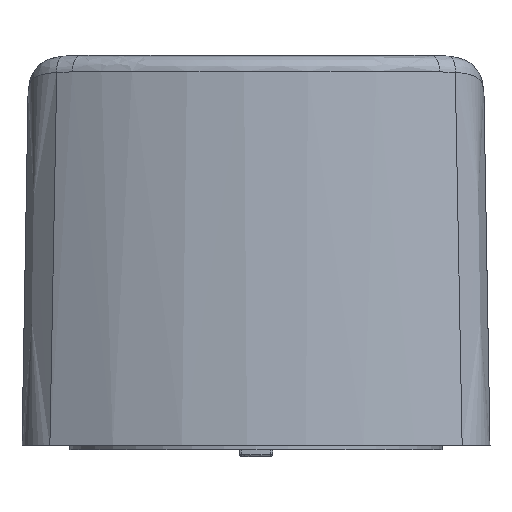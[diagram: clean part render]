
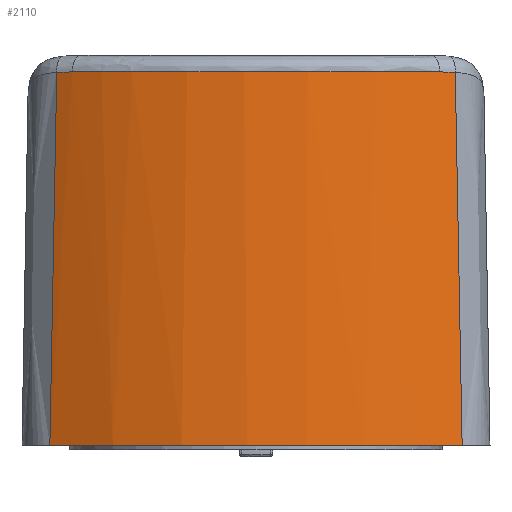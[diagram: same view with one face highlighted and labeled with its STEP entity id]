
A CAD part, front view. The second image highlights one B-rep face of the part: STEP entity #2110.
In plain terms, the highlighted free-form (B-spline) face has degree [3, 1] with [4, 2] control points.
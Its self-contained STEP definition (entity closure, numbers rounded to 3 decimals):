
#50 = ORIENTED_EDGE ( 'NONE', *, *, #3102, .F. ) ;
#205 = B_SPLINE_CURVE_WITH_KNOTS ( 'NONE', 3,
 ( #6601, #6064, #2250, #4757 ),
 .UNSPECIFIED., .F., .F.,
 ( 4, 4 ),
 ( 0., 1. ),
 .UNSPECIFIED. ) ;
#314 = CARTESIAN_POINT ( 'NONE',  ( -7.935, -39.47, 0. ) ) ;
#547 = EDGE_CURVE ( 'NONE', #5713, #2743, #5238, .T. ) ;
#575 = CARTESIAN_POINT ( 'NONE',  ( 18.5, -32.043, 0. ) ) ;
#716 = CARTESIAN_POINT ( 'NONE',  ( 16.957, -32.242, 33.526 ) ) ;
#830 = B_SPLINE_CURVE_WITH_KNOTS ( 'NONE', 3,
 ( #5544, #8051, #4874, #7423 ),
 .UNSPECIFIED., .F., .F.,
 ( 4, 4 ),
 ( 0., 1. ),
 .UNSPECIFIED. ) ;
#842 = CARTESIAN_POINT ( 'NONE',  ( 6.772, -38.815, 0. ) ) ;
#1188 = CARTESIAN_POINT ( 'NONE',  ( 14.036, -33.724, 33.526 ) ) ;
#1207 = CARTESIAN_POINT ( 'NONE',  ( 17.881, -31.735, 33.469 ) ) ;
#1309 = B_SPLINE_CURVE_WITH_KNOTS ( 'NONE', 3,
 ( #1207, #5587, #2488, #575 ),
 .UNSPECIFIED., .F., .F.,
 ( 4, 4 ),
 ( 0., 1. ),
 .UNSPECIFIED. ) ;
#1391 = CARTESIAN_POINT ( 'NONE',  ( 16.486, -32.481, 33.526 ) ) ;
#1470 = CARTESIAN_POINT ( 'NONE',  ( -6.772, -38.815, 0. ) ) ;
#1612 = CARTESIAN_POINT ( 'NONE',  ( -7.68, -38.754, 35. ) ) ;
#1656 = CARTESIAN_POINT ( 'NONE',  ( 7.935, -39.47, 0. ) ) ;
#1717 = ORIENTED_EDGE ( 'NONE', *, *, #4431, .F. ) ;
#1888 = CARTESIAN_POINT ( 'NONE',  ( 16.486, -32.481, 33.526 ) ) ;
#1921 = CARTESIAN_POINT ( 'NONE',  ( -16.486, -32.481, 33.526 ) ) ;
#2110 = ADVANCED_FACE ( 'NONE', ( #4199 ), #7359, .T. ) ;
#2173 =( BOUNDED_CURVE ( )  B_SPLINE_CURVE ( 3, ( #4635, #1470, #842, #5944 ),
 .UNSPECIFIED., .F., .T. ) 
 B_SPLINE_CURVE_WITH_KNOTS ( ( 4, 4 ),
 ( 0., 0.039 ),
 .UNSPECIFIED. ) 
 CURVE ( )  GEOMETRIC_REPRESENTATION_ITEM ( )  RATIONAL_B_SPLINE_CURVE ( ( 0.977, 0.89, 0.89, 0.977 ) ) 
 REPRESENTATION_ITEM ( '' )  );
#2232 = ORIENTED_EDGE ( 'NONE', *, *, #2346, .T. ) ;
#2250 = CARTESIAN_POINT ( 'NONE',  ( -16.957, -32.242, 33.526 ) ) ;
#2346 = EDGE_CURVE ( 'NONE', #5462, #4696, #2173, .T. ) ;
#2469 = CARTESIAN_POINT ( 'NONE',  ( -14.036, -33.724, 33.526 ) ) ;
#2488 = CARTESIAN_POINT ( 'NONE',  ( 18.294, -31.94, 11.156 ) ) ;
#2743 = VERTEX_POINT ( 'NONE', #7397 ) ;
#2844 = CARTESIAN_POINT ( 'NONE',  ( 17.881, -31.735, 33.469 ) ) ;
#3102 = EDGE_CURVE ( 'NONE', #3409, #4696, #1309, .T. ) ;
#3409 = VERTEX_POINT ( 'NONE', #2844 ) ;
#3735 = CARTESIAN_POINT ( 'NONE',  ( 11.375, -34.722, 33.526 ) ) ;
#4199 = FACE_OUTER_BOUND ( 'NONE', #6955, .T. ) ;
#4431 = EDGE_CURVE ( 'NONE', #5713, #3409, #7260, .T. ) ;
#4457 = ORIENTED_EDGE ( 'NONE', *, *, #8157, .F. ) ;
#4635 = CARTESIAN_POINT ( 'NONE',  ( -18.5, -32.043, 0. ) ) ;
#4696 = VERTEX_POINT ( 'NONE', #5136 ) ;
#4757 = CARTESIAN_POINT ( 'NONE',  ( -16.486, -32.481, 33.526 ) ) ;
#4868 = CARTESIAN_POINT ( 'NONE',  ( -21., -30.463, 0. ) ) ;
#4874 = CARTESIAN_POINT ( 'NONE',  ( -18.088, -31.838, 22.312 ) ) ;
#5069 = CARTESIAN_POINT ( 'NONE',  ( 16.486, -32.481, 33.526 ) ) ;
#5136 = CARTESIAN_POINT ( 'NONE',  ( 18.5, -32.043, 0. ) ) ;
#5180 = CARTESIAN_POINT ( 'NONE',  ( 17.422, -31.993, 33.508 ) ) ;
#5238 = B_SPLINE_CURVE_WITH_KNOTS ( 'NONE', 3,
 ( #1888, #1188, #3735, #5723, #7016, #5650, #8267, #7643, #2469, #1921 ),
 .UNSPECIFIED., .F., .F.,
 ( 4, 2, 2, 2, 4 ),
 ( 0., 0.25, 0.5, 0.75, 1. ),
 .UNSPECIFIED. ) ;
#5359 = ORIENTED_EDGE ( 'NONE', *, *, #6773, .F. ) ;
#5462 = VERTEX_POINT ( 'NONE', #6668 ) ;
#5544 = CARTESIAN_POINT ( 'NONE',  ( -18.5, -32.043, 0. ) ) ;
#5587 = CARTESIAN_POINT ( 'NONE',  ( 18.088, -31.838, 22.312 ) ) ;
#5650 = CARTESIAN_POINT ( 'NONE',  ( -2.905, -36.425, 33.526 ) ) ;
#5713 = VERTEX_POINT ( 'NONE', #1391 ) ;
#5723 = CARTESIAN_POINT ( 'NONE',  ( 5.809, -36.073, 33.526 ) ) ;
#5944 = CARTESIAN_POINT ( 'NONE',  ( 18.5, -32.043, 0. ) ) ;
#6064 = CARTESIAN_POINT ( 'NONE',  ( -17.422, -31.993, 33.508 ) ) ;
#6124 = CARTESIAN_POINT ( 'NONE',  ( 21., -30.463, 0. ) ) ;
#6601 = CARTESIAN_POINT ( 'NONE',  ( -17.881, -31.735, 33.469 ) ) ;
#6664 = CARTESIAN_POINT ( 'NONE',  ( 20.4, -30.146, 35. ) ) ;
#6668 = CARTESIAN_POINT ( 'NONE',  ( -18.5, -32.043, 0. ) ) ;
#6755 = CARTESIAN_POINT ( 'NONE',  ( -20.4, -30.146, 35. ) ) ;
#6773 = EDGE_CURVE ( 'NONE', #5462, #8198, #830, .T. ) ;
#6776 = ORIENTED_EDGE ( 'NONE', *, *, #547, .T. ) ;
#6955 = EDGE_LOOP ( 'NONE', ( #5359, #2232, #50, #1717, #6776, #4457 ) ) ;
#7016 = CARTESIAN_POINT ( 'NONE',  ( 2.905, -36.425, 33.526 ) ) ;
#7032 = CARTESIAN_POINT ( 'NONE',  ( 17.881, -31.735, 33.469 ) ) ;
#7260 = B_SPLINE_CURVE_WITH_KNOTS ( 'NONE', 3,
 ( #5069, #716, #5180, #7032 ),
 .UNSPECIFIED., .F., .F.,
 ( 4, 4 ),
 ( 0., 1. ),
 .UNSPECIFIED. ) ;
#7310 = CARTESIAN_POINT ( 'NONE',  ( -17.881, -31.735, 33.469 ) ) ;
#7359 =( BOUNDED_SURFACE ( )  B_SPLINE_SURFACE ( 3, 1, ( 
 ( #6664, #6124 ),
 ( #7417, #1656 ),
 ( #1612, #314 ),
 ( #6755, #4868 ) ),
 .UNSPECIFIED., .F., .F., .T. ) 
 B_SPLINE_SURFACE_WITH_KNOTS ( ( 4, 4 ),
 ( 2, 2 ),
 ( 0., 1. ),
 ( 0., 1. ),
 .UNSPECIFIED. ) 
 GEOMETRIC_REPRESENTATION_ITEM ( )  RATIONAL_B_SPLINE_SURFACE ( (
 ( 1., 1.),
 ( 0.885, 0.882),
 ( 0.885, 0.882),
 ( 1., 1.) ) ) 
 REPRESENTATION_ITEM ( '' )  SURFACE ( )  );
#7397 = CARTESIAN_POINT ( 'NONE',  ( -16.486, -32.481, 33.526 ) ) ;
#7417 = CARTESIAN_POINT ( 'NONE',  ( 7.68, -38.754, 35. ) ) ;
#7423 = CARTESIAN_POINT ( 'NONE',  ( -17.881, -31.735, 33.469 ) ) ;
#7643 = CARTESIAN_POINT ( 'NONE',  ( -11.375, -34.722, 33.526 ) ) ;
#8051 = CARTESIAN_POINT ( 'NONE',  ( -18.294, -31.94, 11.156 ) ) ;
#8157 = EDGE_CURVE ( 'NONE', #8198, #2743, #205, .T. ) ;
#8198 = VERTEX_POINT ( 'NONE', #7310 ) ;
#8267 = CARTESIAN_POINT ( 'NONE',  ( -5.809, -36.073, 33.526 ) ) ;
